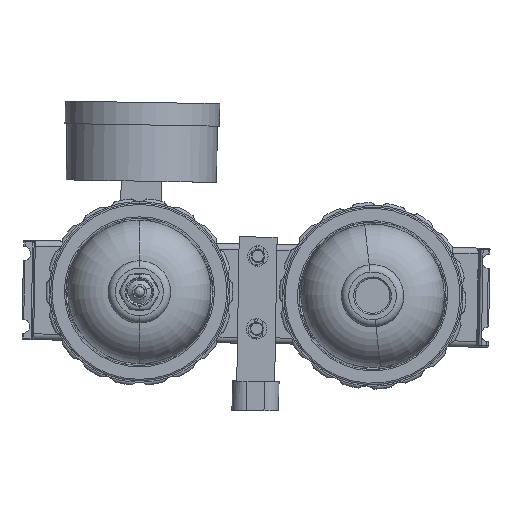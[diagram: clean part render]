
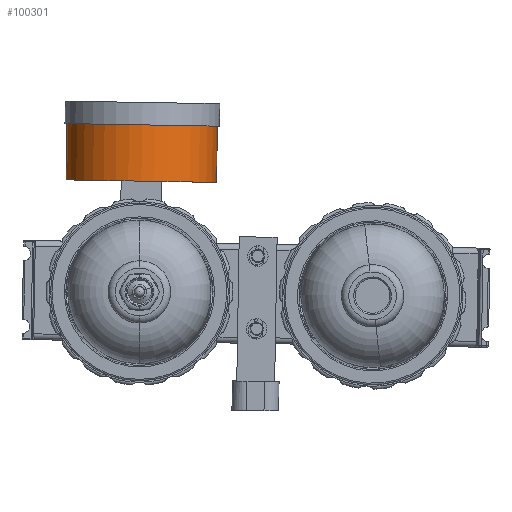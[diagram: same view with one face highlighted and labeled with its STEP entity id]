
A CAD part, front view. The second image highlights one B-rep face of the part: STEP entity #100301.
In plain terms, the highlighted cylindrical face has radius 25.8 mm (diameter 51.6 mm), a partial arc.
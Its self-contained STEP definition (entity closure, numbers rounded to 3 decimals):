
#2369 = ORIENTED_EDGE ( 'NONE', *, *, #62181, .F. ) ;
#6122 = AXIS2_PLACEMENT_3D ( 'NONE', #15446, #74039, #57814 ) ;
#8482 = ORIENTED_EDGE ( 'NONE', *, *, #48424, .T. ) ;
#10386 = DIRECTION ( 'NONE',  ( 0., 0., 1. ) ) ;
#12536 = VECTOR ( 'NONE', #98798, 1000. ) ;
#15446 = CARTESIAN_POINT ( 'NONE',  ( 0., 0., -27. ) ) ;
#16378 = VERTEX_POINT ( 'NONE', #33032 ) ;
#16528 = ORIENTED_EDGE ( 'NONE', *, *, #70212, .F. ) ;
#22059 = CIRCLE ( 'NONE', #102620, 25.8 ) ;
#29022 = CARTESIAN_POINT ( 'NONE',  ( -25.8, 0., -27. ) ) ;
#29056 = EDGE_CURVE ( 'NONE', #16378, #55815, #22059, .T. ) ;
#31353 = DIRECTION ( 'NONE',  ( 0., 0., 1. ) ) ;
#33032 = CARTESIAN_POINT ( 'NONE',  ( 25.8, 0., -27. ) ) ;
#34097 = CYLINDRICAL_SURFACE ( 'NONE', #6122, 25.8 ) ;
#36267 = EDGE_LOOP ( 'NONE', ( #44160, #8482, #2369, #16528 ) ) ;
#39005 = CARTESIAN_POINT ( 'NONE',  ( -25.8, 0., -27. ) ) ;
#44160 = ORIENTED_EDGE ( 'NONE', *, *, #29056, .T. ) ;
#48424 = EDGE_CURVE ( 'NONE', #55815, #95864, #73682, .T. ) ;
#51252 = VECTOR ( 'NONE', #72958, 1000. ) ;
#55815 = VERTEX_POINT ( 'NONE', #29022 ) ;
#57814 = DIRECTION ( 'NONE',  ( 1., 0., 0. ) ) ;
#60896 = CARTESIAN_POINT ( 'NONE',  ( 0., 0., -7.7 ) ) ;
#62181 = EDGE_CURVE ( 'NONE', #73737, #95864, #89958, .T. ) ;
#64477 = FACE_OUTER_BOUND ( 'NONE', #36267, .T. ) ;
#65266 = CARTESIAN_POINT ( 'NONE',  ( 25.8, 0., -27. ) ) ;
#67687 = CARTESIAN_POINT ( 'NONE',  ( 25.8, 0., -7.7 ) ) ;
#69363 = DIRECTION ( 'NONE',  ( 1., 0., 0. ) ) ;
#70212 = EDGE_CURVE ( 'NONE', #16378, #73737, #74549, .T. ) ;
#72958 = DIRECTION ( 'NONE',  ( 0., 0., 1. ) ) ;
#73682 = LINE ( 'NONE', #39005, #51252 ) ;
#73737 = VERTEX_POINT ( 'NONE', #67687 ) ;
#74039 = DIRECTION ( 'NONE',  ( 0., 0., 1. ) ) ;
#74549 = LINE ( 'NONE', #65266, #12536 ) ;
#81873 = CARTESIAN_POINT ( 'NONE',  ( 0., 0., -27. ) ) ;
#87697 = AXIS2_PLACEMENT_3D ( 'NONE', #60896, #10386, #69363 ) ;
#89958 = CIRCLE ( 'NONE', #87697, 25.8 ) ;
#90360 = DIRECTION ( 'NONE',  ( 1., 0., 0. ) ) ;
#95864 = VERTEX_POINT ( 'NONE', #105643 ) ;
#98798 = DIRECTION ( 'NONE',  ( 0., 0., 1. ) ) ;
#100301 = ADVANCED_FACE ( 'NONE', ( #64477 ), #34097, .T. ) ;
#102620 = AXIS2_PLACEMENT_3D ( 'NONE', #81873, #31353, #90360 ) ;
#105643 = CARTESIAN_POINT ( 'NONE',  ( -25.8, 0., -7.7 ) ) ;
